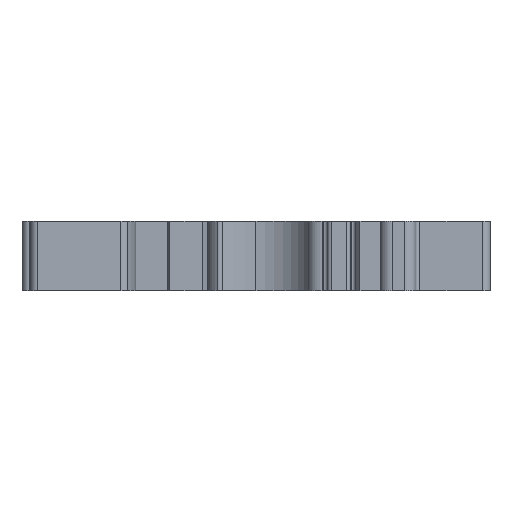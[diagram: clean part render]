
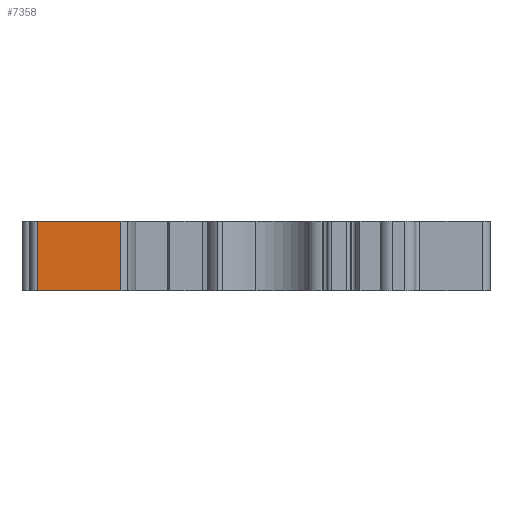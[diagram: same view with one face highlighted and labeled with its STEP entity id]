
A CAD part, front view. The second image highlights one B-rep face of the part: STEP entity #7358.
In plain terms, the highlighted planar face has unit normal (0, -1, 0).
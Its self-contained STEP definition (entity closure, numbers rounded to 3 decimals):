
#1268=DIRECTION('',(-1.,0.,0.));
#1269=VECTOR('',#1268,11.055);
#1270=CARTESIAN_POINT('',(-17.945,-29.5,4.6));
#1271=LINE('',#1270,#1269);
#2606=DIRECTION('',(0.,0.,-1.));
#2607=VECTOR('',#2606,9.2);
#2608=CARTESIAN_POINT('',(-29.,-29.5,4.6));
#2609=LINE('',#2608,#2607);
#2610=DIRECTION('',(-1.,0.,0.));
#2611=VECTOR('',#2610,11.055);
#2612=CARTESIAN_POINT('',(-17.945,-29.5,-4.6));
#2613=LINE('',#2612,#2611);
#2614=DIRECTION('',(0.,0.,1.));
#2615=VECTOR('',#2614,9.2);
#2616=CARTESIAN_POINT('',(-17.945,-29.5,-4.6));
#2617=LINE('',#2616,#2615);
#3605=CARTESIAN_POINT('',(-29.,-29.5,-4.6));
#3606=VERTEX_POINT('',#3605);
#3607=CARTESIAN_POINT('',(-17.945,-29.5,-4.6));
#3608=VERTEX_POINT('',#3607);
#4226=CARTESIAN_POINT('',(-17.945,-29.5,4.6));
#4227=VERTEX_POINT('',#4226);
#4228=CARTESIAN_POINT('',(-29.,-29.5,4.6));
#4229=VERTEX_POINT('',#4228);
#7346=CARTESIAN_POINT('',(-29.,-29.5,-4.6));
#7347=DIRECTION('',(0.,-1.,0.));
#7348=DIRECTION('',(1.,0.,0.));
#7349=AXIS2_PLACEMENT_3D('',#7346,#7347,#7348);
#7350=PLANE('',#7349);
#7351=ORIENTED_EDGE('',*,*,#7052,.T.);
#7352=ORIENTED_EDGE('',*,*,#7341,.F.);
#7353=ORIENTED_EDGE('',*,*,#5357,.F.);
#7355=ORIENTED_EDGE('',*,*,#7354,.F.);
#7356=EDGE_LOOP('',(#7351,#7352,#7353,#7355));
#7357=FACE_OUTER_BOUND('',#7356,.F.);
#5357=EDGE_CURVE('',#4227,#4229,#1271,.T.);
#7052=EDGE_CURVE('',#3608,#3606,#2613,.T.);
#7341=EDGE_CURVE('',#4229,#3606,#2609,.T.);
#7354=EDGE_CURVE('',#3608,#4227,#2617,.T.);
#7358=ADVANCED_FACE('',(#7357),#7350,.T.);
